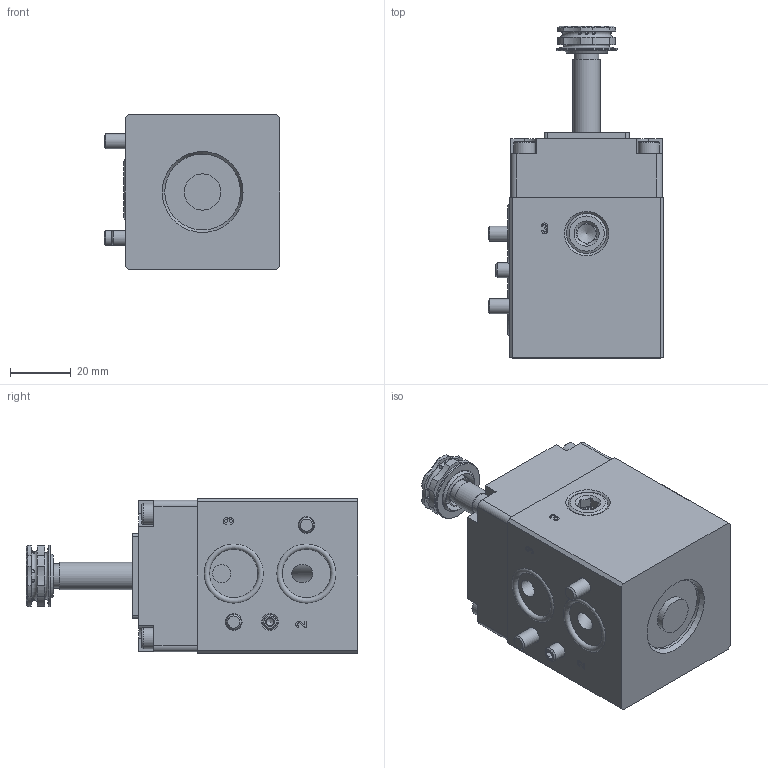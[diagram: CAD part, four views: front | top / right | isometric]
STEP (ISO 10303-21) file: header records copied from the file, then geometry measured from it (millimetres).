
FILE_DESCRIPTION(/* description */ ('STEP AP214'),/* implementation_level */ '2;1');
FILE_NAME(/* name */ '8122932_VOFC-LT-M32C-M-FN14-FN',/* time_stamp */ '2024-09-17T01:32:00+02:00',/* author */ ('License CC BY-ND 4.0'),/* organization */ ('CADENAS'),/* preprocessor_version */ 'ST-DEVELOPER v19.3',/* originating_system */ 'PARTsolutions',/* authorisation */ ' ');
FILE_SCHEMA (('AUTOMOTIVE_DESIGN {1 0 10303 214 3 1 1}'));
Length unit declared in the file: millimetre
Products named in the file (8): 8122932 VOFC-LT-M32C-M-FN14-FN; 2868687 VOFC-L-T-M32C-M-FN14-FN----(d); 2868687 VOFC-LT-M32C-M-FN14-FN-----(part); Blind-1/4-NS---(part); 8040819 F-M5x50-A2-70; 200936 B-16x2-N; ISO-4026 M5x10; Mutter-M8x0.75---(part)
Assembly tree (9 placements, depth 2):
  8122932 VOFC-LT-M32C-M-FN14-FN
    2868687 VOFC-L-T-M32C-M-FN14-FN----(d)
    2868687 VOFC-LT-M32C-M-FN14-FN-----(part)
    Blind-1/4-NS---(part)
    8040819 F-M5x50-A2-70  x2
    200936 B-16x2-N  x2
    ISO-4026 M5x10
    Mutter-M8x0.75---(part)
Bounding box: 58 x 109.55 x 51 mm (x, y, z)
Volume: 183111.7 mm3; surface area: 31666.2 mm2
Topology: 8 solids, 8 shells, 368 faces, 877 edges, 561 vertices
Faces by surface type: plane 164, cylinder 139, cone 47, torus 18
Full cylindrical faces by diameter (mm): 1 x10, 4.134 x1, 5 x3, 5.5 x3, 6 x2, 6.3 x1, 6.9 x1, 7 x4, 7.188 x1, 8 x1, 8.38 x2, 8.5 x2, 9 x1, 10 x2, 10.4 x1, 12 x1, 13.4 x1, 19.5 x2, 20.2 x1, 25 x1
Entity records: 10124 total; most frequent: CARTESIAN_POINT 1945, DIRECTION 1754, ORIENTED_EDGE 1476, EDGE_CURVE 738, AXIS2_PLACEMENT_3D 702, VERTEX_POINT 522, FACE_BOUND 496, EDGE_LOOP 490
